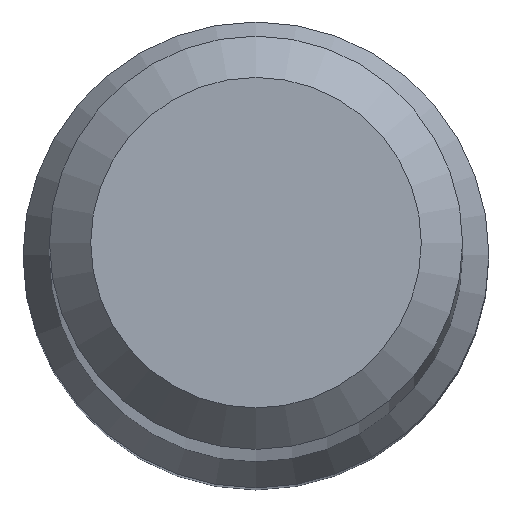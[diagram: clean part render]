
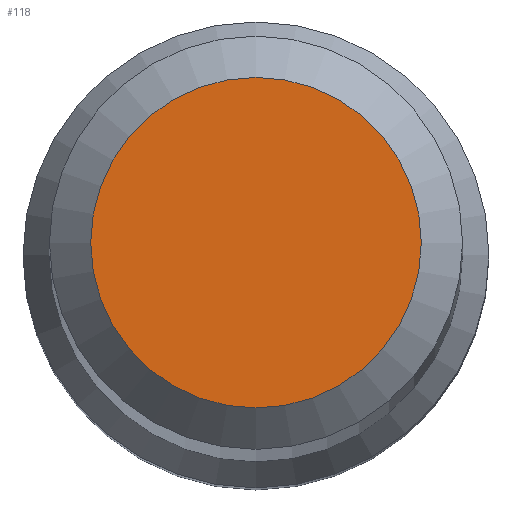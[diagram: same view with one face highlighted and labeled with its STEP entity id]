
A CAD part, top view. The second image highlights one B-rep face of the part: STEP entity #118.
In plain terms, the highlighted planar face has unit normal (0, 0, 1).
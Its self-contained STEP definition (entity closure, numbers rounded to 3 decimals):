
#3 = AXIS2_PLACEMENT_3D ( 'NONE', #91, #167, #73 ) ;
#9 = ORIENTED_EDGE ( 'NONE', *, *, #123, .F. ) ;
#34 = DIRECTION ( 'NONE',  ( 0., 0., -1. ) ) ;
#52 = CARTESIAN_POINT ( 'NONE',  ( 0., 0., 80. ) ) ;
#69 = FACE_OUTER_BOUND ( 'NONE', #220, .T. ) ;
#73 = DIRECTION ( 'NONE',  ( 0., 1., 0. ) ) ;
#91 = CARTESIAN_POINT ( 'NONE',  ( 0., 0., 80. ) ) ;
#95 = CARTESIAN_POINT ( 'NONE',  ( 0., 1.6, 80. ) ) ;
#118 = ADVANCED_FACE ( 'NONE', ( #69 ), #171, .F. ) ;
#119 = AXIS2_PLACEMENT_3D ( 'NONE', #52, #34, #131 ) ;
#123 = EDGE_CURVE ( 'NONE', #138, #138, #157, .T. ) ;
#131 = DIRECTION ( 'NONE',  ( 0., 1., 0. ) ) ;
#138 = VERTEX_POINT ( 'NONE', #95 ) ;
#157 = CIRCLE ( 'NONE', #3, 1.6 ) ;
#167 = DIRECTION ( 'NONE',  ( 0., 0., -1. ) ) ;
#171 = PLANE ( 'NONE',  #119 ) ;
#220 = EDGE_LOOP ( 'NONE', ( #9 ) ) ;
